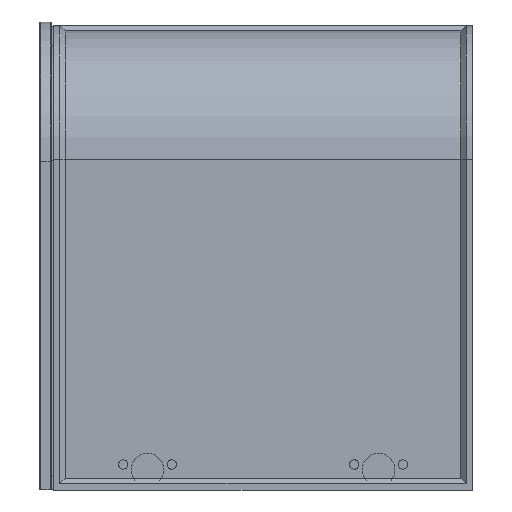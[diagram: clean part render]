
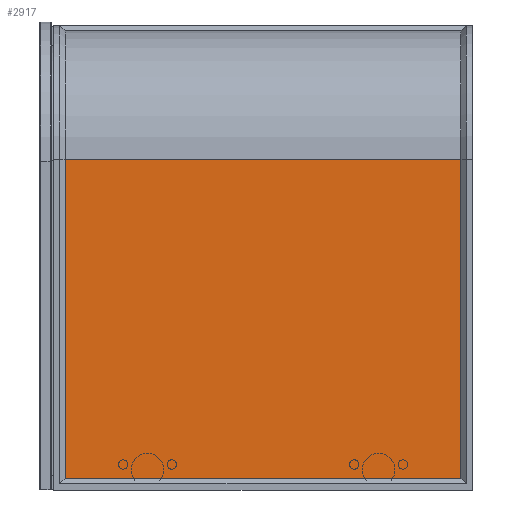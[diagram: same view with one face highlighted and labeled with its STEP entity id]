
A CAD part, left-side view. The second image highlights one B-rep face of the part: STEP entity #2917.
In plain terms, the highlighted planar face has unit normal (-1, 0, 0).
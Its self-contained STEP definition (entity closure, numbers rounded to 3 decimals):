
#150 = VERTEX_POINT ( 'NONE', #673 ) ;
#278 = ORIENTED_EDGE ( 'NONE', *, *, #3816, .T. ) ;
#634 = CARTESIAN_POINT ( 'NONE',  ( -77.5, 6.5, -236. ) ) ;
#673 = CARTESIAN_POINT ( 'NONE',  ( -77.5, 435., -236. ) ) ;
#1227 = VECTOR ( 'NONE', #5940, 1000. ) ;
#1469 = DIRECTION ( 'NONE',  ( 0., 0., -1. ) ) ;
#2383 = FACE_OUTER_BOUND ( 'NONE', #10045, .T. ) ;
#2425 = CARTESIAN_POINT ( 'NONE',  ( -77.5, 435., -241.5 ) ) ;
#2474 = LINE ( 'NONE', #2425, #5336 ) ;
#2497 = CARTESIAN_POINT ( 'NONE',  ( -77.5, 12., 105. ) ) ;
#2917 = ADVANCED_FACE ( 'NONE', ( #2383 ), #3290, .T. ) ;
#3185 = ORIENTED_EDGE ( 'NONE', *, *, #4251, .F. ) ;
#3290 = PLANE ( 'NONE',  #4532 ) ;
#3455 = VERTEX_POINT ( 'NONE', #9460 ) ;
#3816 = EDGE_CURVE ( 'NONE', #150, #3455, #6814, .T. ) ;
#4177 = LINE ( 'NONE', #2497, #1227 ) ;
#4251 = EDGE_CURVE ( 'NONE', #9253, #5492, #7665, .T. ) ;
#4532 = AXIS2_PLACEMENT_3D ( 'NONE', #5884, #9358, #10280 ) ;
#4739 = VECTOR ( 'NONE', #11090, 1000. ) ;
#5336 = VECTOR ( 'NONE', #1469, 1000. ) ;
#5492 = VERTEX_POINT ( 'NONE', #9289 ) ;
#5605 = EDGE_CURVE ( 'NONE', #9253, #150, #2474, .T. ) ;
#5884 = CARTESIAN_POINT ( 'NONE',  ( -77.5, 961.831, -241.5 ) ) ;
#5940 = DIRECTION ( 'NONE',  ( 0., 0., 1. ) ) ;
#6814 = LINE ( 'NONE', #634, #11306 ) ;
#7519 = ORIENTED_EDGE ( 'NONE', *, *, #8026, .T. ) ;
#7665 = LINE ( 'NONE', #9308, #4739 ) ;
#8026 = EDGE_CURVE ( 'NONE', #3455, #5492, #4177, .T. ) ;
#8182 = CARTESIAN_POINT ( 'NONE',  ( -77.5, 435., 105. ) ) ;
#9253 = VERTEX_POINT ( 'NONE', #8182 ) ;
#9289 = CARTESIAN_POINT ( 'NONE',  ( -77.5, 12., 105. ) ) ;
#9308 = CARTESIAN_POINT ( 'NONE',  ( -77.5, 961.831, 105. ) ) ;
#9358 = DIRECTION ( 'NONE',  ( -1., 0., 0. ) ) ;
#9460 = CARTESIAN_POINT ( 'NONE',  ( -77.5, 12., -236. ) ) ;
#9861 = ORIENTED_EDGE ( 'NONE', *, *, #5605, .T. ) ;
#10045 = EDGE_LOOP ( 'NONE', ( #278, #7519, #3185, #9861 ) ) ;
#10242 = DIRECTION ( 'NONE',  ( 0., -1., 0. ) ) ;
#10280 = DIRECTION ( 'NONE',  ( 0., 0., 1. ) ) ;
#11090 = DIRECTION ( 'NONE',  ( 0., -1., 0. ) ) ;
#11306 = VECTOR ( 'NONE', #10242, 1000. ) ;
